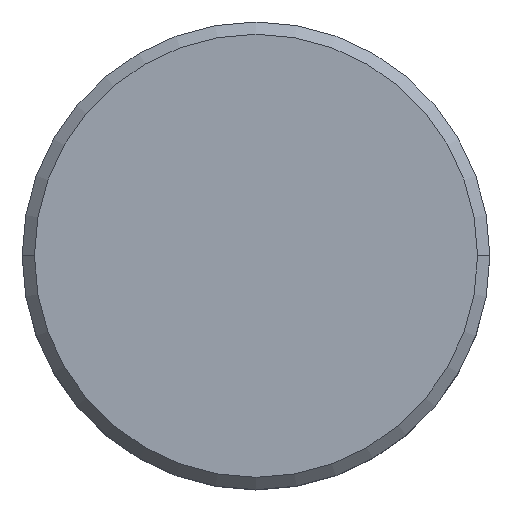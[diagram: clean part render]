
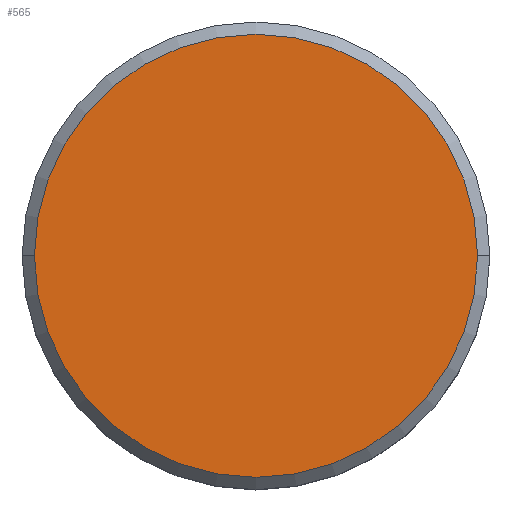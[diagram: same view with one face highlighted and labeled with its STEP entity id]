
A CAD part, top view. The second image highlights one B-rep face of the part: STEP entity #565.
In plain terms, the highlighted planar face has unit normal (0, 0, 1).
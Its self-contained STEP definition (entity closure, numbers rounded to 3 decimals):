
#12 = DIRECTION ( 'NONE',  ( 0., 0., 1. ) ) ;
#57 = CARTESIAN_POINT ( 'NONE',  ( 0., 0., 0. ) ) ;
#75 = CARTESIAN_POINT ( 'NONE',  ( -9., 0., 0. ) ) ;
#118 = DIRECTION ( 'NONE',  ( 0., 0., 1. ) ) ;
#172 = CARTESIAN_POINT ( 'NONE',  ( 0., 0., 0. ) ) ;
#225 = EDGE_LOOP ( 'NONE', ( #266, #322 ) ) ;
#229 = VERTEX_POINT ( 'NONE', #525 ) ;
#246 = EDGE_CURVE ( 'NONE', #387, #229, #447, .T. ) ;
#259 = EDGE_CURVE ( 'NONE', #229, #387, #585, .T. ) ;
#266 = ORIENTED_EDGE ( 'NONE', *, *, #246, .T. ) ;
#273 = DIRECTION ( 'NONE',  ( 1., 0., 0. ) ) ;
#278 = AXIS2_PLACEMENT_3D ( 'NONE', #57, #345, #568 ) ;
#292 = FACE_OUTER_BOUND ( 'NONE', #225, .T. ) ;
#322 = ORIENTED_EDGE ( 'NONE', *, *, #259, .T. ) ;
#345 = DIRECTION ( 'NONE',  ( 0., 0., 1. ) ) ;
#383 = AXIS2_PLACEMENT_3D ( 'NONE', #172, #12, #273 ) ;
#387 = VERTEX_POINT ( 'NONE', #75 ) ;
#420 = AXIS2_PLACEMENT_3D ( 'NONE', #541, #118, #493 ) ;
#447 = CIRCLE ( 'NONE', #420, 9. ) ;
#493 = DIRECTION ( 'NONE',  ( 1., 0., 0. ) ) ;
#525 = CARTESIAN_POINT ( 'NONE',  ( 9., 0., 0. ) ) ;
#541 = CARTESIAN_POINT ( 'NONE',  ( 0., 0., 0. ) ) ;
#565 = ADVANCED_FACE ( 'NONE', ( #292 ), #574, .T. ) ;
#568 = DIRECTION ( 'NONE',  ( 1., 0., 0. ) ) ;
#574 = PLANE ( 'NONE',  #278 ) ;
#585 = CIRCLE ( 'NONE', #383, 9. ) ;
